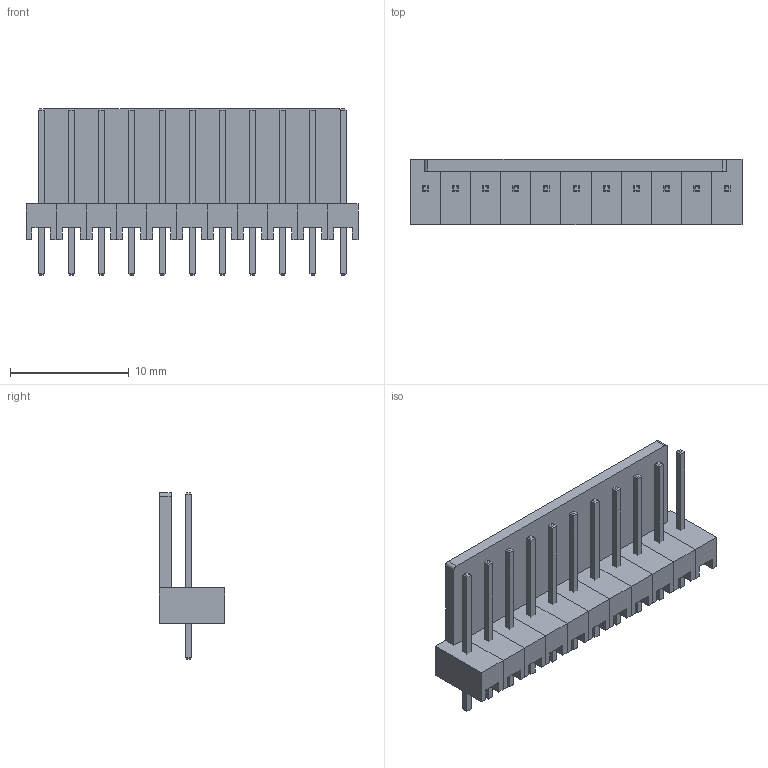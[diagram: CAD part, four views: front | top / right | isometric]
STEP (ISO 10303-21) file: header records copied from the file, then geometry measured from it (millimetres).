
FILE_DESCRIPTION(('FreeCAD Model'),'2;1');
FILE_NAME( '11P.stp', '2017-07-29T15:12:29',('Author'),(''), 'Open CASCADE STEP processor 6.8','FreeCAD','Unknown');
FILE_SCHEMA(('AUTOMOTIVE_DESIGN_CC2 { 1 2 10303 214 -1 1 5 4 }'));
Length unit declared in the file: millimetre
Products named in the file (4): ASSEMBLY; Array; Array001; Fillet
Assembly tree (3 placements, depth 2):
  ASSEMBLY
    Array
    Array001
    Fillet
Bounding box: 27.94 x 5.5 x 14 mm (x, y, z)
Volume: 609.3 mm3; surface area: 1708.5 mm2
Topology: 23 solids, 23 shells, 272 faces, 590 edges, 364 vertices
Faces by surface type: plane 270, cylinder 2
Entity records: 15048 total; most frequent: CARTESIAN_POINT 2434, DIRECTION 2322, LINE 1762, VECTOR 1762, ORIENTED_EDGE 1180, PCURVE 1180, DEFINITIONAL_REPRESENTATION 1180, EDGE_CURVE 590
